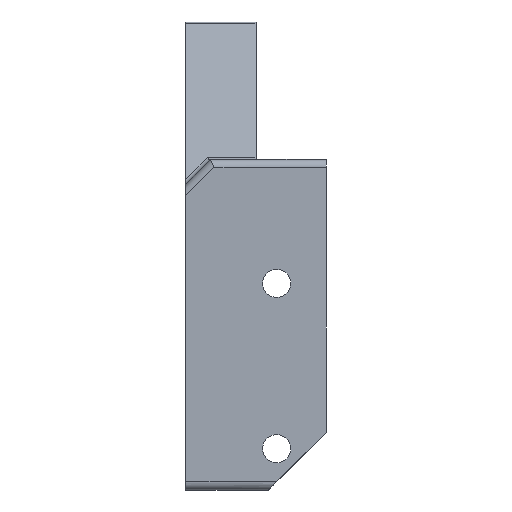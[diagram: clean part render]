
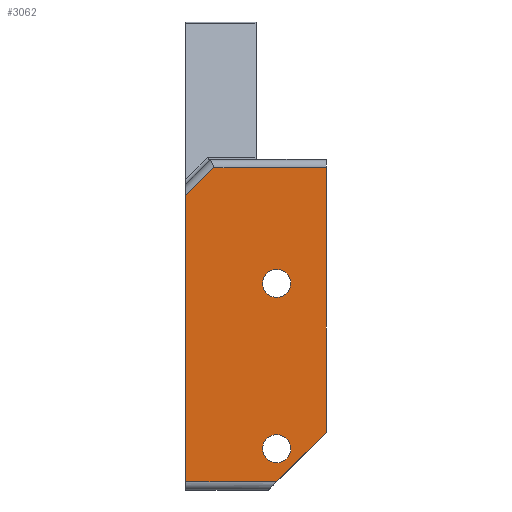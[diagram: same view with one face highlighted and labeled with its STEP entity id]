
A CAD part, left-side view. The second image highlights one B-rep face of the part: STEP entity #3062.
In plain terms, the highlighted planar face has unit normal (-1, 0, 0).
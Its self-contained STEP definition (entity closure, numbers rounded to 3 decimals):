
#60 = CARTESIAN_POINT ( 'NONE',  ( 0., 0., 39. ) ) ;
#91 = EDGE_CURVE ( 'NONE', #1229, #4065, #2048, .T. ) ;
#227 = EDGE_LOOP ( 'NONE', ( #1762, #1818 ) ) ;
#266 = VERTEX_POINT ( 'NONE', #2968 ) ;
#400 = VERTEX_POINT ( 'NONE', #2444 ) ;
#419 = CARTESIAN_POINT ( 'NONE',  ( 0., 6., 1. ) ) ;
#433 = VECTOR ( 'NONE', #3792, 1000. ) ;
#438 = EDGE_CURVE ( 'NONE', #1803, #400, #2445, .T. ) ;
#455 = ORIENTED_EDGE ( 'NONE', *, *, #1710, .T. ) ;
#464 = CARTESIAN_POINT ( 'NONE',  ( 0., 6., 25. ) ) ;
#545 = LINE ( 'NONE', #1183, #2492 ) ;
#709 = ORIENTED_EDGE ( 'NONE', *, *, #1906, .F. ) ;
#758 = CARTESIAN_POINT ( 'NONE',  ( 0., 6., 3.3 ) ) ;
#821 = DIRECTION ( 'NONE',  ( 0., 0., -1. ) ) ;
#952 = AXIS2_PLACEMENT_3D ( 'NONE', #1527, #1137, #2714 ) ;
#980 = DIRECTION ( 'NONE',  ( 0., 0., -1. ) ) ;
#988 = EDGE_LOOP ( 'NONE', ( #2815, #709 ) ) ;
#1048 = LINE ( 'NONE', #1271, #433 ) ;
#1070 = VERTEX_POINT ( 'NONE', #2915 ) ;
#1137 = DIRECTION ( 'NONE',  ( -1., 0., 0. ) ) ;
#1143 = CARTESIAN_POINT ( 'NONE',  ( 0., 0., 40. ) ) ;
#1183 = CARTESIAN_POINT ( 'NONE',  ( 0., 0., 40. ) ) ;
#1201 = DIRECTION ( 'NONE',  ( -1., 0., 0. ) ) ;
#1229 = VERTEX_POINT ( 'NONE', #1737 ) ;
#1271 = CARTESIAN_POINT ( 'NONE',  ( 0., 0., 39. ) ) ;
#1284 = VECTOR ( 'NONE', #1476, 1000. ) ;
#1301 = EDGE_CURVE ( 'NONE', #3037, #1070, #2127, .T. ) ;
#1343 = VECTOR ( 'NONE', #3658, 1000. ) ;
#1405 = CARTESIAN_POINT ( 'NONE',  ( 0., 6., 6.7 ) ) ;
#1436 = DIRECTION ( 'NONE',  ( 1., 0., 0. ) ) ;
#1476 = DIRECTION ( 'NONE',  ( 0., 0., -1. ) ) ;
#1525 = VERTEX_POINT ( 'NONE', #60 ) ;
#1527 = CARTESIAN_POINT ( 'NONE',  ( 0., 6., 5. ) ) ;
#1570 = DIRECTION ( 'NONE',  ( 0., -1., 0. ) ) ;
#1710 = EDGE_CURVE ( 'NONE', #4065, #266, #2704, .T. ) ;
#1737 = CARTESIAN_POINT ( 'NONE',  ( 0., 13.586, 39. ) ) ;
#1742 = DIRECTION ( 'NONE',  ( -1., 0., 0. ) ) ;
#1762 = ORIENTED_EDGE ( 'NONE', *, *, #2064, .F. ) ;
#1790 = AXIS2_PLACEMENT_3D ( 'NONE', #3986, #1201, #821 ) ;
#1803 = VERTEX_POINT ( 'NONE', #2516 ) ;
#1818 = ORIENTED_EDGE ( 'NONE', *, *, #2187, .F. ) ;
#1860 = DIRECTION ( 'NONE',  ( 0., 0., -1. ) ) ;
#1886 = CIRCLE ( 'NONE', #952, 1.7 ) ;
#1906 = EDGE_CURVE ( 'NONE', #400, #1803, #3607, .T. ) ;
#1938 = ORIENTED_EDGE ( 'NONE', *, *, #1301, .T. ) ;
#2048 = LINE ( 'NONE', #2724, #2711 ) ;
#2064 = EDGE_CURVE ( 'NONE', #3378, #3878, #1886, .T. ) ;
#2127 = LINE ( 'NONE', #2393, #1343 ) ;
#2187 = EDGE_CURVE ( 'NONE', #3878, #3378, #3342, .T. ) ;
#2223 = VECTOR ( 'NONE', #1570, 1000. ) ;
#2240 = LINE ( 'NONE', #3454, #2223 ) ;
#2265 = EDGE_CURVE ( 'NONE', #266, #3037, #2240, .T. ) ;
#2292 = CARTESIAN_POINT ( 'NONE',  ( 0., 17., 35.586 ) ) ;
#2386 = FACE_OUTER_BOUND ( 'NONE', #2765, .T. ) ;
#2393 = CARTESIAN_POINT ( 'NONE',  ( 0., 0., 7. ) ) ;
#2444 = CARTESIAN_POINT ( 'NONE',  ( 0., 6., 26.7 ) ) ;
#2445 = CIRCLE ( 'NONE', #1790, 1.7 ) ;
#2492 = VECTOR ( 'NONE', #3358, 1000. ) ;
#2516 = CARTESIAN_POINT ( 'NONE',  ( 0., 6., 23.3 ) ) ;
#2527 = ORIENTED_EDGE ( 'NONE', *, *, #3247, .F. ) ;
#2545 = AXIS2_PLACEMENT_3D ( 'NONE', #464, #1742, #980 ) ;
#2704 = LINE ( 'NONE', #3048, #1284 ) ;
#2711 = VECTOR ( 'NONE', #2994, 1000. ) ;
#2714 = DIRECTION ( 'NONE',  ( 0., 0., -1. ) ) ;
#2724 = CARTESIAN_POINT ( 'NONE',  ( 0., 16.293, 36.293 ) ) ;
#2765 = EDGE_LOOP ( 'NONE', ( #455, #3295, #1938, #2527, #2787, #2909 ) ) ;
#2774 = DIRECTION ( 'NONE',  ( -1., 0., 0. ) ) ;
#2787 = ORIENTED_EDGE ( 'NONE', *, *, #3017, .T. ) ;
#2815 = ORIENTED_EDGE ( 'NONE', *, *, #438, .F. ) ;
#2827 = AXIS2_PLACEMENT_3D ( 'NONE', #1143, #1436, #3597 ) ;
#2909 = ORIENTED_EDGE ( 'NONE', *, *, #91, .T. ) ;
#2915 = CARTESIAN_POINT ( 'NONE',  ( 0., 0., 7. ) ) ;
#2951 = FACE_BOUND ( 'NONE', #227, .T. ) ;
#2968 = CARTESIAN_POINT ( 'NONE',  ( 0., 17., 1. ) ) ;
#2994 = DIRECTION ( 'NONE',  ( 0., 0.707, -0.707 ) ) ;
#3017 = EDGE_CURVE ( 'NONE', #1525, #1229, #1048, .T. ) ;
#3037 = VERTEX_POINT ( 'NONE', #419 ) ;
#3048 = CARTESIAN_POINT ( 'NONE',  ( 0., 17., 40. ) ) ;
#3062 = ADVANCED_FACE ( 'NONE', ( #3340, #2951, #2386 ), #3648, .F. ) ;
#3084 = CARTESIAN_POINT ( 'NONE',  ( 0., 6., 5. ) ) ;
#3247 = EDGE_CURVE ( 'NONE', #1525, #1070, #545, .T. ) ;
#3295 = ORIENTED_EDGE ( 'NONE', *, *, #2265, .T. ) ;
#3340 = FACE_BOUND ( 'NONE', #988, .T. ) ;
#3342 = CIRCLE ( 'NONE', #3796, 1.7 ) ;
#3358 = DIRECTION ( 'NONE',  ( 0., 0., -1. ) ) ;
#3378 = VERTEX_POINT ( 'NONE', #758 ) ;
#3454 = CARTESIAN_POINT ( 'NONE',  ( 0., 7., 1. ) ) ;
#3597 = DIRECTION ( 'NONE',  ( 0., 0., -1. ) ) ;
#3607 = CIRCLE ( 'NONE', #2545, 1.7 ) ;
#3648 = PLANE ( 'NONE',  #2827 ) ;
#3658 = DIRECTION ( 'NONE',  ( 0., -0.707, 0.707 ) ) ;
#3792 = DIRECTION ( 'NONE',  ( 0., 1., 0. ) ) ;
#3796 = AXIS2_PLACEMENT_3D ( 'NONE', #3084, #2774, #1860 ) ;
#3878 = VERTEX_POINT ( 'NONE', #1405 ) ;
#3986 = CARTESIAN_POINT ( 'NONE',  ( 0., 6., 25. ) ) ;
#4065 = VERTEX_POINT ( 'NONE', #2292 ) ;
